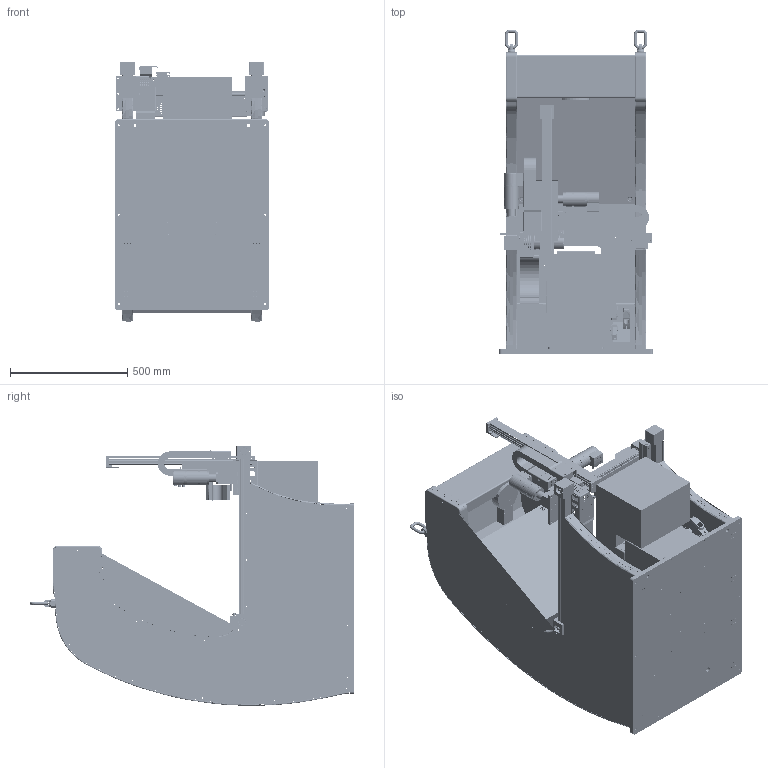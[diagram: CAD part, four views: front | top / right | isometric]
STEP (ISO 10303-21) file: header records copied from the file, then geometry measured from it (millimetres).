
FILE_DESCRIPTION(/* description */ ('Alibre Inc.'),/* implementation_level */ '2;1');
FILE_NAME(/* name */ 'export-7AF52192-B294-4C92-8C0A-85161520E092',/* time_stamp */ '2023-12-14T12:55:15+01:00',/* author */ (''),/* organization */ (''),/* preprocessor_version */ 'ST-DEVELOPER v17',/* originating_system */ 'Alibre',/* authorisation */ '');
FILE_SCHEMA (('AUTOMOTIVE_DESIGN'));
Length unit declared in the file: millimetre
Products named in the file (1): ConFeed_380_v2.1
Bounding box: 655 x 1383 x 1107.27 mm (x, y, z)
Volume: 891385.5 mm3; surface area: 12793868.8 mm2
Topology: 3 solids, 301 shells, 2118 faces, 11599 edges, 9575 vertices
Faces by surface type: plane 1053, cylinder 814, cone 137, bspline 112, torus 2
Full cylindrical faces by diameter (mm): 3 x1, 3.242 x11, 4 x1, 4.134 x32, 4.2 x28, 4.5 x2, 4.8 x48, 4.917 x10, 5 x4, 5.5 x11, 6 x23, 6.2 x5, 6.4 x14, 6.5 x4, 6.6 x7, 6.647 x4, 7 x9, 8 x10, 8.3 x1, 8.5 x4, 8.7 x2, 9 x6, 9.5 x6, 10 x29, 11 x3, 12 x9, 13 x8, 14 x3, 15 x12, 16 x5
Entity records: 139955 total; most frequent: CARTESIAN_POINT 48319, DIRECTION 17199, ORIENTED_EDGE 15051, EDGE_CURVE 11594, VERTEX_POINT 9575, VECTOR 6172, LINE 6172, AXIS2_PLACEMENT_3D 6041
